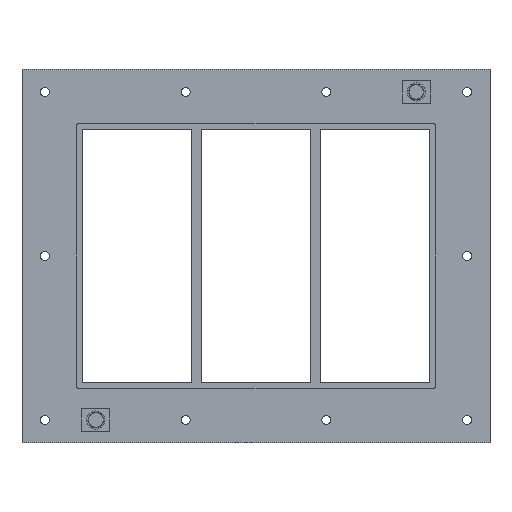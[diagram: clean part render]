
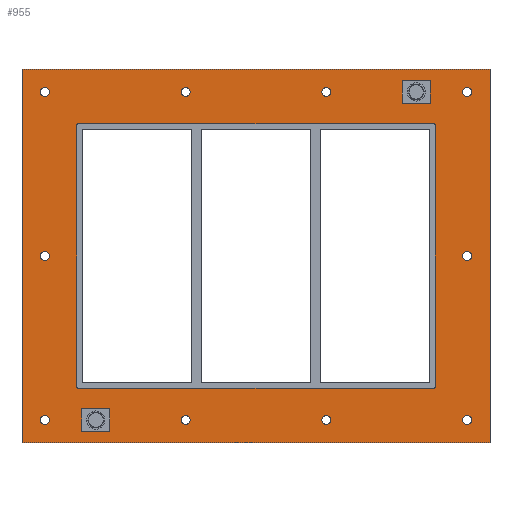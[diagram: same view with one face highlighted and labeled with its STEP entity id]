
A CAD part, front view. The second image highlights one B-rep face of the part: STEP entity #955.
In plain terms, the highlighted planar face has unit normal (0, -1, 0).
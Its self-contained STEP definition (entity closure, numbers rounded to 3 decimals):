
#84=CARTESIAN_POINT('',(-226.75,0.0,-180.0));
#85=VERTEX_POINT('',#84);
#86=CARTESIAN_POINT('',(-231.75,0.0,-180.0));
#87=DIRECTION('',(0.0,1.0,0.0));
#88=DIRECTION('',(1.0,0.0,0.0));
#89=AXIS2_PLACEMENT_3D('',#86,#87,#88);
#90=CIRCLE('',#89,5.0);
#91=EDGE_CURVE('',#85,#85,#90,.T.);
#112=CARTESIAN_POINT('',(236.75,0.0,0.0));
#113=VERTEX_POINT('',#112);
#114=CARTESIAN_POINT('',(231.75,0.0,0.0));
#115=DIRECTION('',(0.0,1.0,0.0));
#116=DIRECTION('',(1.0,0.0,0.0));
#117=AXIS2_PLACEMENT_3D('',#114,#115,#116);
#118=CIRCLE('',#117,5.0);
#119=EDGE_CURVE('',#113,#113,#118,.T.);
#140=CARTESIAN_POINT('',(-226.75,0.0,0.0));
#141=VERTEX_POINT('',#140);
#142=CARTESIAN_POINT('',(-231.75,0.0,0.0));
#143=DIRECTION('',(0.0,1.0,0.0));
#144=DIRECTION('',(1.0,0.0,0.0));
#145=AXIS2_PLACEMENT_3D('',#142,#143,#144);
#146=CIRCLE('',#145,5.0);
#147=EDGE_CURVE('',#141,#141,#146,.T.);
#168=CARTESIAN_POINT('',(-72.25,0.0,180.0));
#169=VERTEX_POINT('',#168);
#170=CARTESIAN_POINT('',(-77.25,0.0,180.0));
#171=DIRECTION('',(0.0,1.0,0.0));
#172=DIRECTION('',(1.0,0.0,0.0));
#173=AXIS2_PLACEMENT_3D('',#170,#171,#172);
#174=CIRCLE('',#173,5.0);
#175=EDGE_CURVE('',#169,#169,#174,.T.);
#196=CARTESIAN_POINT('',(-72.25,0.0,-180.0));
#197=VERTEX_POINT('',#196);
#198=CARTESIAN_POINT('',(-77.25,0.0,-180.0));
#199=DIRECTION('',(0.0,1.0,0.0));
#200=DIRECTION('',(1.0,0.0,0.0));
#201=AXIS2_PLACEMENT_3D('',#198,#199,#200);
#202=CIRCLE('',#201,5.0);
#203=EDGE_CURVE('',#197,#197,#202,.T.);
#224=CARTESIAN_POINT('',(82.25,0.0,180.0));
#225=VERTEX_POINT('',#224);
#226=CARTESIAN_POINT('',(77.25,0.0,180.0));
#227=DIRECTION('',(0.0,1.0,0.0));
#228=DIRECTION('',(1.0,0.0,0.0));
#229=AXIS2_PLACEMENT_3D('',#226,#227,#228);
#230=CIRCLE('',#229,5.0);
#231=EDGE_CURVE('',#225,#225,#230,.T.);
#252=CARTESIAN_POINT('',(82.25,0.0,-180.0));
#253=VERTEX_POINT('',#252);
#254=CARTESIAN_POINT('',(77.25,0.0,-180.0));
#255=DIRECTION('',(0.0,1.0,0.0));
#256=DIRECTION('',(1.0,0.0,0.0));
#257=AXIS2_PLACEMENT_3D('',#254,#255,#256);
#258=CIRCLE('',#257,5.0);
#259=EDGE_CURVE('',#253,#253,#258,.T.);
#280=CARTESIAN_POINT('',(236.75,0.0,-180.0));
#281=VERTEX_POINT('',#280);
#282=CARTESIAN_POINT('',(231.75,0.0,-180.0));
#283=DIRECTION('',(0.0,1.0,0.0));
#284=DIRECTION('',(1.0,0.0,0.0));
#285=AXIS2_PLACEMENT_3D('',#282,#283,#284);
#286=CIRCLE('',#285,5.0);
#287=EDGE_CURVE('',#281,#281,#286,.T.);
#308=CARTESIAN_POINT('',(-226.75,0.0,180.0));
#309=VERTEX_POINT('',#308);
#310=CARTESIAN_POINT('',(-231.75,0.0,180.0));
#311=DIRECTION('',(0.0,1.0,0.0));
#312=DIRECTION('',(1.0,0.0,0.0));
#313=AXIS2_PLACEMENT_3D('',#310,#311,#312);
#314=CIRCLE('',#313,5.0);
#315=EDGE_CURVE('',#309,#309,#314,.T.);
#336=CARTESIAN_POINT('',(236.75,0.0,180.0));
#337=VERTEX_POINT('',#336);
#338=CARTESIAN_POINT('',(231.75,0.0,180.0));
#339=DIRECTION('',(0.0,1.0,0.0));
#340=DIRECTION('',(1.0,0.0,0.0));
#341=AXIS2_PLACEMENT_3D('',#338,#339,#340);
#342=CIRCLE('',#341,5.0);
#343=EDGE_CURVE('',#337,#337,#342,.T.);
#816=CARTESIAN_POINT('',(0.0,0.0,0.0));
#817=DIRECTION('',(0.0,1.0,0.0));
#818=DIRECTION('',(0.0,0.0,1.0));
#819=AXIS2_PLACEMENT_3D('',#816,#817,#818);
#820=PLANE('',#819);
#821=CARTESIAN_POINT('',(-256.75,0.0,205.0));
#822=VERTEX_POINT('',#821);
#823=CARTESIAN_POINT('',(256.75,0.0,205.0));
#824=VERTEX_POINT('',#823);
#825=CARTESIAN_POINT('',(-256.75,0.0,205.0));
#826=DIRECTION('',(1.0,0.0,0.0));
#827=VECTOR('',#826,513.5);
#828=LINE('',#825,#827);
#829=EDGE_CURVE('',#822,#824,#828,.T.);
#830=ORIENTED_EDGE('',*,*,#829,.F.);
#831=CARTESIAN_POINT('',(-256.75,0.0,-205.0));
#832=VERTEX_POINT('',#831);
#833=CARTESIAN_POINT('',(-256.75,0.0,-205.0));
#834=DIRECTION('',(0.0,0.0,1.0));
#835=VECTOR('',#834,410.0);
#836=LINE('',#833,#835);
#837=EDGE_CURVE('',#832,#822,#836,.T.);
#838=ORIENTED_EDGE('',*,*,#837,.F.);
#839=CARTESIAN_POINT('',(256.75,0.0,-205.0));
#840=VERTEX_POINT('',#839);
#841=CARTESIAN_POINT('',(256.75,0.0,-205.0));
#842=DIRECTION('',(-1.0,0.0,0.0));
#843=VECTOR('',#842,513.5);
#844=LINE('',#841,#843);
#845=EDGE_CURVE('',#840,#832,#844,.T.);
#846=ORIENTED_EDGE('',*,*,#845,.F.);
#847=CARTESIAN_POINT('',(256.75,0.0,205.0));
#848=DIRECTION('',(0.0,0.0,-1.0));
#849=VECTOR('',#848,410.0);
#850=LINE('',#847,#849);
#851=EDGE_CURVE('',#824,#840,#850,.T.);
#852=ORIENTED_EDGE('',*,*,#851,.F.);
#853=EDGE_LOOP('',(#830,#838,#846,#852));
#854=FACE_OUTER_BOUND('',#853,.T.);
#855=ORIENTED_EDGE('',*,*,#91,.T.);
#856=EDGE_LOOP('',(#855));
#857=FACE_BOUND('',#856,.T.);
#858=ORIENTED_EDGE('',*,*,#119,.T.);
#859=EDGE_LOOP('',(#858));
#860=FACE_BOUND('',#859,.T.);
#861=ORIENTED_EDGE('',*,*,#147,.T.);
#862=EDGE_LOOP('',(#861));
#863=FACE_BOUND('',#862,.T.);
#864=ORIENTED_EDGE('',*,*,#175,.T.);
#865=EDGE_LOOP('',(#864));
#866=FACE_BOUND('',#865,.T.);
#867=ORIENTED_EDGE('',*,*,#203,.T.);
#868=EDGE_LOOP('',(#867));
#869=FACE_BOUND('',#868,.T.);
#870=ORIENTED_EDGE('',*,*,#231,.T.);
#871=EDGE_LOOP('',(#870));
#872=FACE_BOUND('',#871,.T.);
#873=ORIENTED_EDGE('',*,*,#259,.T.);
#874=EDGE_LOOP('',(#873));
#875=FACE_BOUND('',#874,.T.);
#876=ORIENTED_EDGE('',*,*,#287,.T.);
#877=EDGE_LOOP('',(#876));
#878=FACE_BOUND('',#877,.T.);
#879=ORIENTED_EDGE('',*,*,#315,.T.);
#880=EDGE_LOOP('',(#879));
#881=FACE_BOUND('',#880,.T.);
#882=ORIENTED_EDGE('',*,*,#343,.T.);
#883=EDGE_LOOP('',(#882));
#884=FACE_BOUND('',#883,.T.);
#885=CARTESIAN_POINT('',(-194.75,0.0,145.0));
#886=VERTEX_POINT('',#885);
#887=CARTESIAN_POINT('',(-196.75,0.0,143.0));
#888=VERTEX_POINT('',#887);
#889=CARTESIAN_POINT('',(-194.75,0.0,143.0));
#890=DIRECTION('',(0.0,-1.0,0.0));
#891=DIRECTION('',(-0.707,0.0,0.707));
#892=AXIS2_PLACEMENT_3D('',#889,#890,#891);
#893=CIRCLE('',#892,2.0);
#894=EDGE_CURVE('',#886,#888,#893,.T.);
#895=ORIENTED_EDGE('',*,*,#894,.F.);
#896=CARTESIAN_POINT('',(194.75,0.0,145.0));
#897=VERTEX_POINT('',#896);
#898=CARTESIAN_POINT('',(194.75,0.0,145.0));
#899=DIRECTION('',(-1.0,0.0,0.0));
#900=VECTOR('',#899,389.5);
#901=LINE('',#898,#900);
#902=EDGE_CURVE('',#897,#886,#901,.T.);
#903=ORIENTED_EDGE('',*,*,#902,.F.);
#904=CARTESIAN_POINT('',(196.75,0.0,143.0));
#905=VERTEX_POINT('',#904);
#906=CARTESIAN_POINT('',(194.75,0.0,143.0));
#907=DIRECTION('',(0.0,-1.0,0.0));
#908=DIRECTION('',(0.707,0.0,0.707));
#909=AXIS2_PLACEMENT_3D('',#906,#907,#908);
#910=CIRCLE('',#909,2.0);
#911=EDGE_CURVE('',#905,#897,#910,.T.);
#912=ORIENTED_EDGE('',*,*,#911,.F.);
#913=CARTESIAN_POINT('',(196.75,0.0,-143.0));
#914=VERTEX_POINT('',#913);
#915=CARTESIAN_POINT('',(196.75,0.0,-143.0));
#916=DIRECTION('',(0.0,0.0,1.0));
#917=VECTOR('',#916,286.0);
#918=LINE('',#915,#917);
#919=EDGE_CURVE('',#914,#905,#918,.T.);
#920=ORIENTED_EDGE('',*,*,#919,.F.);
#921=CARTESIAN_POINT('',(194.75,0.0,-145.0));
#922=VERTEX_POINT('',#921);
#923=CARTESIAN_POINT('',(194.75,0.0,-143.0));
#924=DIRECTION('',(0.0,-1.0,0.0));
#925=DIRECTION('',(0.707,0.0,-0.707));
#926=AXIS2_PLACEMENT_3D('',#923,#924,#925);
#927=CIRCLE('',#926,2.0);
#928=EDGE_CURVE('',#922,#914,#927,.T.);
#929=ORIENTED_EDGE('',*,*,#928,.F.);
#930=CARTESIAN_POINT('',(-194.75,0.0,-145.0));
#931=VERTEX_POINT('',#930);
#932=CARTESIAN_POINT('',(-194.75,0.0,-145.0));
#933=DIRECTION('',(1.0,0.0,0.0));
#934=VECTOR('',#933,389.5);
#935=LINE('',#932,#934);
#936=EDGE_CURVE('',#931,#922,#935,.T.);
#937=ORIENTED_EDGE('',*,*,#936,.F.);
#938=CARTESIAN_POINT('',(-196.75,0.0,-143.0));
#939=VERTEX_POINT('',#938);
#940=CARTESIAN_POINT('',(-194.75,0.0,-143.0));
#941=DIRECTION('',(0.0,-1.0,0.0));
#942=DIRECTION('',(-0.707,0.0,-0.707));
#943=AXIS2_PLACEMENT_3D('',#940,#941,#942);
#944=CIRCLE('',#943,2.0);
#945=EDGE_CURVE('',#939,#931,#944,.T.);
#946=ORIENTED_EDGE('',*,*,#945,.F.);
#947=CARTESIAN_POINT('',(-196.75,0.0,143.0));
#948=DIRECTION('',(0.0,0.0,-1.0));
#949=VECTOR('',#948,286.0);
#950=LINE('',#947,#949);
#951=EDGE_CURVE('',#888,#939,#950,.T.);
#952=ORIENTED_EDGE('',*,*,#951,.F.);
#953=EDGE_LOOP('',(#895,#903,#912,#920,#929,#937,#946,#952));
#954=FACE_BOUND('',#953,.T.);
#955=ADVANCED_FACE('',(#854,#857,#860,#863,#866,#869,#872,#875,#878,#881,#884,#954),#820,.F.);
